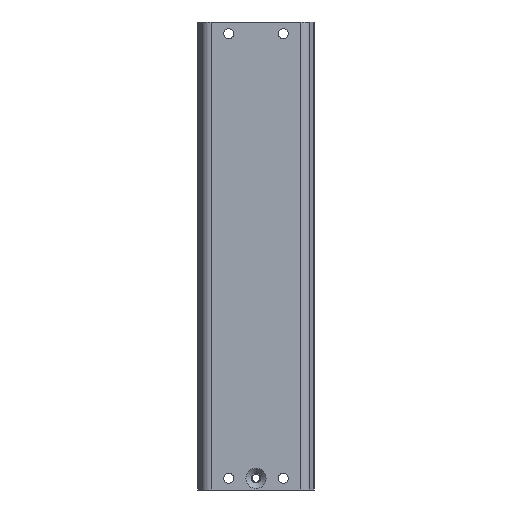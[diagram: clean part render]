
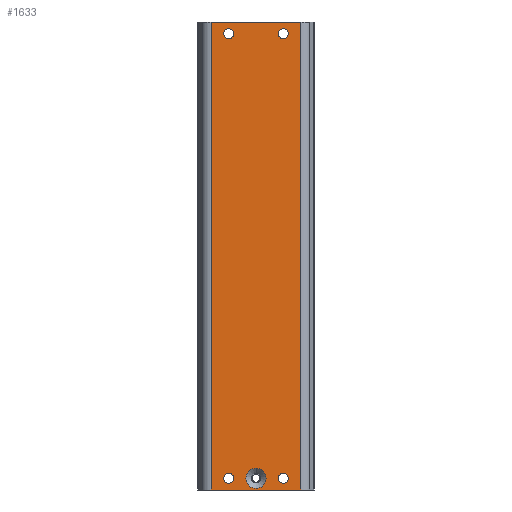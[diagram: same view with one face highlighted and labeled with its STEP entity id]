
A CAD part, left-side view. The second image highlights one B-rep face of the part: STEP entity #1633.
In plain terms, the highlighted planar face has unit normal (-1, 0, 0).
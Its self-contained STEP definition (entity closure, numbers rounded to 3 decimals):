
#4 = CIRCLE ( 'NONE', #2493, 6.5 ) ;
#24 = CARTESIAN_POINT ( 'NONE',  ( 0., 28.779, -300. ) ) ;
#35 = CARTESIAN_POINT ( 'NONE',  ( 0., -28.779, 0. ) ) ;
#59 = EDGE_CURVE ( 'NONE', #4380, #2562, #154, .T. ) ;
#85 = ORIENTED_EDGE ( 'NONE', *, *, #2093, .T. ) ;
#103 = EDGE_CURVE ( 'NONE', #3924, #1480, #3078, .T. ) ;
#116 = CIRCLE ( 'NONE', #3841, 3.2 ) ;
#154 = CIRCLE ( 'NONE', #1508, 3.2 ) ;
#218 = DIRECTION ( 'NONE',  ( 1., 0., 0. ) ) ;
#248 = DIRECTION ( 'NONE',  ( 0., 0., -1. ) ) ;
#266 = CARTESIAN_POINT ( 'NONE',  ( 0., 17.5, -7.5 ) ) ;
#281 = DIRECTION ( 'NONE',  ( 0., 0., 1. ) ) ;
#378 = DIRECTION ( 'NONE',  ( 0., -1., 0. ) ) ;
#489 = ORIENTED_EDGE ( 'NONE', *, *, #3645, .T. ) ;
#505 = EDGE_CURVE ( 'NONE', #4382, #2174, #4171, .T. ) ;
#602 = DIRECTION ( 'NONE',  ( -1., 0., 0. ) ) ;
#840 = CARTESIAN_POINT ( 'NONE',  ( 0., -17.5, -7.5 ) ) ;
#852 = DIRECTION ( 'NONE',  ( 1., 0., 0. ) ) ;
#865 = DIRECTION ( 'NONE',  ( 1., 0., 0. ) ) ;
#903 = CARTESIAN_POINT ( 'NONE',  ( 0., -17.5, -10.7 ) ) ;
#932 = CIRCLE ( 'NONE', #4568, 3.2 ) ;
#946 = VERTEX_POINT ( 'NONE', #4316 ) ;
#956 = AXIS2_PLACEMENT_3D ( 'NONE', #1574, #1987, #2333 ) ;
#991 = DIRECTION ( 'NONE',  ( 0., 0., 1. ) ) ;
#1106 = EDGE_LOOP ( 'NONE', ( #85, #4177 ) ) ;
#1231 = EDGE_CURVE ( 'NONE', #1327, #946, #932, .T. ) ;
#1282 = VERTEX_POINT ( 'NONE', #2366 ) ;
#1286 = EDGE_CURVE ( 'NONE', #1560, #3696, #3960, .T. ) ;
#1327 = VERTEX_POINT ( 'NONE', #903 ) ;
#1344 = CARTESIAN_POINT ( 'NONE',  ( 0., 28.779, -300. ) ) ;
#1480 = VERTEX_POINT ( 'NONE', #35 ) ;
#1508 = AXIS2_PLACEMENT_3D ( 'NONE', #3361, #2689, #3388 ) ;
#1560 = VERTEX_POINT ( 'NONE', #3237 ) ;
#1574 = CARTESIAN_POINT ( 'NONE',  ( 0., 28.779, -300. ) ) ;
#1633 = ADVANCED_FACE ( 'NONE', ( #1959, #3813, #3384, #3403, #2706, #2311 ), #4173, .T. ) ;
#1647 = LINE ( 'NONE', #4501, #3514 ) ;
#1659 = DIRECTION ( 'NONE',  ( 0., 0., -1. ) ) ;
#1697 = DIRECTION ( 'NONE',  ( 0., 0., 1. ) ) ;
#1778 = CIRCLE ( 'NONE', #4364, 3.2 ) ;
#1812 = AXIS2_PLACEMENT_3D ( 'NONE', #4424, #4100, #3810 ) ;
#1955 = CARTESIAN_POINT ( 'NONE',  ( 0., -17.5, -295.7 ) ) ;
#1959 = FACE_BOUND ( 'NONE', #4423, .T. ) ;
#1973 = ORIENTED_EDGE ( 'NONE', *, *, #103, .T. ) ;
#1980 = DIRECTION ( 'NONE',  ( 0., 0., -1. ) ) ;
#1987 = DIRECTION ( 'NONE',  ( -1., 0., 0. ) ) ;
#1992 = EDGE_LOOP ( 'NONE', ( #4124, #4546, #3308, #1973 ) ) ;
#2062 = CARTESIAN_POINT ( 'NONE',  ( 0., 17.5, -10.7 ) ) ;
#2071 = CARTESIAN_POINT ( 'NONE',  ( 0., 0., -299. ) ) ;
#2093 = EDGE_CURVE ( 'NONE', #3696, #1560, #4143, .T. ) ;
#2101 = EDGE_CURVE ( 'NONE', #946, #1327, #116, .T. ) ;
#2142 = LINE ( 'NONE', #24, #3716 ) ;
#2154 = AXIS2_PLACEMENT_3D ( 'NONE', #2657, #865, #1980 ) ;
#2174 = VERTEX_POINT ( 'NONE', #2071 ) ;
#2215 = EDGE_CURVE ( 'NONE', #2174, #4382, #4, .T. ) ;
#2286 = ORIENTED_EDGE ( 'NONE', *, *, #3648, .T. ) ;
#2311 = FACE_OUTER_BOUND ( 'NONE', #1992, .T. ) ;
#2326 = CARTESIAN_POINT ( 'NONE',  ( 0., -28.779, -300. ) ) ;
#2333 = DIRECTION ( 'NONE',  ( 0., 0., 1. ) ) ;
#2354 = EDGE_CURVE ( 'NONE', #2520, #3924, #2142, .T. ) ;
#2366 = CARTESIAN_POINT ( 'NONE',  ( 0., 28.779, 0. ) ) ;
#2428 = CARTESIAN_POINT ( 'NONE',  ( 0., -17.5, -292.5 ) ) ;
#2471 = EDGE_LOOP ( 'NONE', ( #2286, #489 ) ) ;
#2493 = AXIS2_PLACEMENT_3D ( 'NONE', #2793, #602, #1697 ) ;
#2520 = VERTEX_POINT ( 'NONE', #1344 ) ;
#2562 = VERTEX_POINT ( 'NONE', #2062 ) ;
#2595 = EDGE_LOOP ( 'NONE', ( #4129, #3434 ) ) ;
#2644 = DIRECTION ( 'NONE',  ( 0., 0., -1. ) ) ;
#2657 = CARTESIAN_POINT ( 'NONE',  ( 0., 17.5, -292.5 ) ) ;
#2658 = DIRECTION ( 'NONE',  ( 0., 0., 1. ) ) ;
#2689 = DIRECTION ( 'NONE',  ( 1., 0., 0. ) ) ;
#2706 = FACE_BOUND ( 'NONE', #3262, .T. ) ;
#2729 = ORIENTED_EDGE ( 'NONE', *, *, #1231, .T. ) ;
#2786 = CARTESIAN_POINT ( 'NONE',  ( 0., -17.5, -292.5 ) ) ;
#2791 = DIRECTION ( 'NONE',  ( 1., 0., 0. ) ) ;
#2793 = CARTESIAN_POINT ( 'NONE',  ( 0., 0., -292.5 ) ) ;
#2851 = DIRECTION ( 'NONE',  ( 1., 0., 0. ) ) ;
#2907 = CIRCLE ( 'NONE', #3449, 3.2 ) ;
#2930 = CARTESIAN_POINT ( 'NONE',  ( 0., 17.5, -4.3 ) ) ;
#2953 = ORIENTED_EDGE ( 'NONE', *, *, #2101, .T. ) ;
#3078 = LINE ( 'NONE', #3867, #4014 ) ;
#3192 = CARTESIAN_POINT ( 'NONE',  ( 0., 28.779, 0. ) ) ;
#3216 = CIRCLE ( 'NONE', #3519, 3.2 ) ;
#3234 = VERTEX_POINT ( 'NONE', #1955 ) ;
#3237 = CARTESIAN_POINT ( 'NONE',  ( 0., 17.5, -289.3 ) ) ;
#3262 = EDGE_LOOP ( 'NONE', ( #2729, #2953 ) ) ;
#3264 = EDGE_CURVE ( 'NONE', #2520, #1282, #1647, .T. ) ;
#3308 = ORIENTED_EDGE ( 'NONE', *, *, #2354, .T. ) ;
#3361 = CARTESIAN_POINT ( 'NONE',  ( 0., 17.5, -7.5 ) ) ;
#3384 = FACE_BOUND ( 'NONE', #1106, .T. ) ;
#3388 = DIRECTION ( 'NONE',  ( 0., 0., -1. ) ) ;
#3389 = VERTEX_POINT ( 'NONE', #4069 ) ;
#3403 = FACE_BOUND ( 'NONE', #2595, .T. ) ;
#3434 = ORIENTED_EDGE ( 'NONE', *, *, #59, .T. ) ;
#3449 = AXIS2_PLACEMENT_3D ( 'NONE', #2786, #4581, #991 ) ;
#3458 = CARTESIAN_POINT ( 'NONE',  ( 0., 17.5, -292.5 ) ) ;
#3503 = AXIS2_PLACEMENT_3D ( 'NONE', #3458, #218, #1659 ) ;
#3514 = VECTOR ( 'NONE', #2658, 1000. ) ;
#3519 = AXIS2_PLACEMENT_3D ( 'NONE', #2428, #2851, #281 ) ;
#3521 = DIRECTION ( 'NONE',  ( 0., 0., 1. ) ) ;
#3545 = LINE ( 'NONE', #3192, #4138 ) ;
#3645 = EDGE_CURVE ( 'NONE', #3389, #3234, #2907, .T. ) ;
#3648 = EDGE_CURVE ( 'NONE', #3234, #3389, #3216, .T. ) ;
#3691 = EDGE_CURVE ( 'NONE', #1282, #1480, #3545, .T. ) ;
#3696 = VERTEX_POINT ( 'NONE', #4314 ) ;
#3716 = VECTOR ( 'NONE', #378, 1000. ) ;
#3810 = DIRECTION ( 'NONE',  ( 0., 0., 1. ) ) ;
#3813 = FACE_BOUND ( 'NONE', #2471, .T. ) ;
#3841 = AXIS2_PLACEMENT_3D ( 'NONE', #840, #4075, #4500 ) ;
#3867 = CARTESIAN_POINT ( 'NONE',  ( 0., -28.779, -300. ) ) ;
#3924 = VERTEX_POINT ( 'NONE', #2326 ) ;
#3960 = CIRCLE ( 'NONE', #3503, 3.2 ) ;
#3991 = CARTESIAN_POINT ( 'NONE',  ( 0., 0., -286. ) ) ;
#3995 = ORIENTED_EDGE ( 'NONE', *, *, #505, .F. ) ;
#4014 = VECTOR ( 'NONE', #3521, 1000. ) ;
#4064 = EDGE_CURVE ( 'NONE', #2562, #4380, #1778, .T. ) ;
#4069 = CARTESIAN_POINT ( 'NONE',  ( 0., -17.5, -289.3 ) ) ;
#4075 = DIRECTION ( 'NONE',  ( 1., 0., 0. ) ) ;
#4100 = DIRECTION ( 'NONE',  ( -1., 0., 0. ) ) ;
#4124 = ORIENTED_EDGE ( 'NONE', *, *, #3691, .F. ) ;
#4129 = ORIENTED_EDGE ( 'NONE', *, *, #4064, .T. ) ;
#4138 = VECTOR ( 'NONE', #4646, 1000. ) ;
#4143 = CIRCLE ( 'NONE', #2154, 3.2 ) ;
#4171 = CIRCLE ( 'NONE', #1812, 6.5 ) ;
#4173 = PLANE ( 'NONE',  #956 ) ;
#4177 = ORIENTED_EDGE ( 'NONE', *, *, #1286, .T. ) ;
#4178 = CARTESIAN_POINT ( 'NONE',  ( 0., -17.5, -7.5 ) ) ;
#4314 = CARTESIAN_POINT ( 'NONE',  ( 0., 17.5, -295.7 ) ) ;
#4316 = CARTESIAN_POINT ( 'NONE',  ( 0., -17.5, -4.3 ) ) ;
#4364 = AXIS2_PLACEMENT_3D ( 'NONE', #266, #2791, #248 ) ;
#4380 = VERTEX_POINT ( 'NONE', #2930 ) ;
#4382 = VERTEX_POINT ( 'NONE', #3991 ) ;
#4423 = EDGE_LOOP ( 'NONE', ( #3995, #4571 ) ) ;
#4424 = CARTESIAN_POINT ( 'NONE',  ( 0., 0., -292.5 ) ) ;
#4500 = DIRECTION ( 'NONE',  ( 0., 0., -1. ) ) ;
#4501 = CARTESIAN_POINT ( 'NONE',  ( 0., 28.779, -300. ) ) ;
#4546 = ORIENTED_EDGE ( 'NONE', *, *, #3264, .F. ) ;
#4568 = AXIS2_PLACEMENT_3D ( 'NONE', #4178, #852, #2644 ) ;
#4571 = ORIENTED_EDGE ( 'NONE', *, *, #2215, .F. ) ;
#4581 = DIRECTION ( 'NONE',  ( 1., 0., 0. ) ) ;
#4646 = DIRECTION ( 'NONE',  ( 0., -1., 0. ) ) ;
